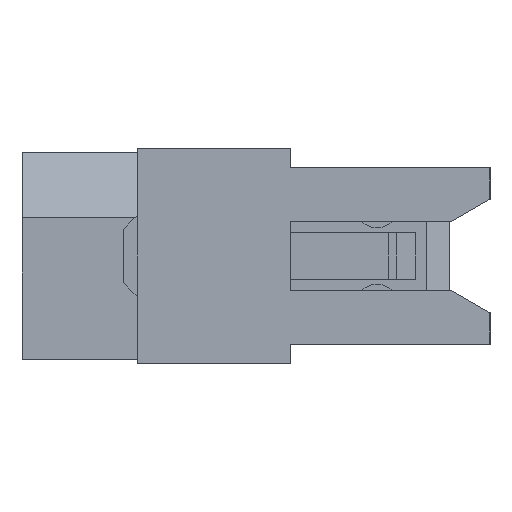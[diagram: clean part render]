
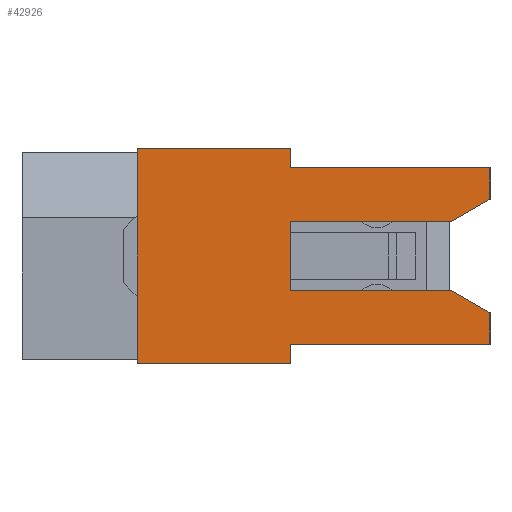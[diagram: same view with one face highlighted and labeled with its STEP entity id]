
A CAD part, left-side view. The second image highlights one B-rep face of the part: STEP entity #42926.
In plain terms, the highlighted planar face has unit normal (-1, 0, 0).
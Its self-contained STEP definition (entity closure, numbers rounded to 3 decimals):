
#1251=ORIENTED_EDGE('',*,*,#14324,.T.);
#1252=ORIENTED_EDGE('',*,*,#14325,.T.);
#1253=ORIENTED_EDGE('',*,*,#14326,.T.);
#1254=ORIENTED_EDGE('',*,*,#14260,.T.);
#1255=ORIENTED_EDGE('',*,*,#14327,.F.);
#1256=ORIENTED_EDGE('',*,*,#14328,.F.);
#1257=ORIENTED_EDGE('',*,*,#14329,.T.);
#1258=ORIENTED_EDGE('',*,*,#14264,.T.);
#1259=ORIENTED_EDGE('',*,*,#14307,.F.);
#1260=ORIENTED_EDGE('',*,*,#14304,.T.);
#1261=ORIENTED_EDGE('',*,*,#14330,.T.);
#1262=ORIENTED_EDGE('',*,*,#14331,.T.);
#1263=ORIENTED_EDGE('',*,*,#14276,.T.);
#1264=ORIENTED_EDGE('',*,*,#14332,.F.);
#14260=EDGE_CURVE('',#20803,#20802,#25160,.T.);
#14264=EDGE_CURVE('',#20807,#20806,#25164,.T.);
#14276=EDGE_CURVE('',#20815,#20818,#25176,.T.);
#14304=EDGE_CURVE('',#20844,#20843,#25204,.T.);
#14307=EDGE_CURVE('',#20844,#20806,#25207,.T.);
#14324=EDGE_CURVE('',#20857,#20858,#25224,.T.);
#14325=EDGE_CURVE('',#20858,#20859,#25225,.T.);
#14326=EDGE_CURVE('',#20859,#20803,#25226,.T.);
#14327=EDGE_CURVE('',#20860,#20802,#25227,.T.);
#14328=EDGE_CURVE('',#20861,#20860,#25228,.T.);
#14329=EDGE_CURVE('',#20861,#20807,#25229,.T.);
#14330=EDGE_CURVE('',#20843,#20862,#25230,.T.);
#14331=EDGE_CURVE('',#20862,#20815,#25231,.T.);
#14332=EDGE_CURVE('',#20857,#20818,#25232,.T.);
#20802=VERTEX_POINT('',#59762);
#20803=VERTEX_POINT('',#59764);
#20806=VERTEX_POINT('',#59770);
#20807=VERTEX_POINT('',#59772);
#20815=VERTEX_POINT('',#59790);
#20818=VERTEX_POINT('',#59795);
#20843=VERTEX_POINT('',#59853);
#20844=VERTEX_POINT('',#59855);
#20857=VERTEX_POINT('',#59893);
#20858=VERTEX_POINT('',#59894);
#20859=VERTEX_POINT('',#59896);
#20860=VERTEX_POINT('',#59899);
#20861=VERTEX_POINT('',#59901);
#20862=VERTEX_POINT('',#59904);
#25160=LINE('',#59763,#30950);
#25164=LINE('',#59771,#30954);
#25176=LINE('',#59796,#30966);
#25204=LINE('',#59854,#30994);
#25207=LINE('',#59860,#30997);
#25224=LINE('',#59892,#31014);
#25225=LINE('',#59895,#31015);
#25226=LINE('',#59897,#31016);
#25227=LINE('',#59898,#31017);
#25228=LINE('',#59900,#31018);
#25229=LINE('',#59902,#31019);
#25230=LINE('',#59903,#31020);
#25231=LINE('',#59905,#31021);
#25232=LINE('',#59906,#31022);
#30950=VECTOR('',#48087,1000.);
#30954=VECTOR('',#48091,1000.);
#30966=VECTOR('',#48105,1000.);
#30994=VECTOR('',#48143,1000.);
#30997=VECTOR('',#48148,1000.);
#31014=VECTOR('',#48173,1000.);
#31015=VECTOR('',#48174,1000.);
#31016=VECTOR('',#48175,1000.);
#31017=VECTOR('',#48176,1000.);
#31018=VECTOR('',#48177,1000.);
#31019=VECTOR('',#48178,1000.);
#31020=VECTOR('',#48179,1000.);
#31021=VECTOR('',#48180,1000.);
#31022=VECTOR('',#48181,1000.);
#36740=EDGE_LOOP('',(#1251,#1252,#1253,#1254,#1255,#1256,#1257,#1258,#1259,
#1260,#1261,#1262,#1263,#1264));
#38930=FACE_BOUND('',#36740,.T.);
#41120=PLANE('',#45146);
#42926=ADVANCED_FACE('',(#38930),#41120,.F.);
#45146=AXIS2_PLACEMENT_3D('',#59891,#48171,#48172);
#48087=DIRECTION('',(0.,0.,1.));
#48091=DIRECTION('',(0.,0.,1.));
#48105=DIRECTION('',(0.,0.,1.));
#48143=DIRECTION('',(0.,0.,1.));
#48148=DIRECTION('',(0.,1.,0.));
#48171=DIRECTION('',(1.,0.,0.));
#48172=DIRECTION('',(0.,0.,-1.));
#48173=DIRECTION('',(0.,-0.866,0.5));
#48174=DIRECTION('',(0.,0.,1.));
#48175=DIRECTION('',(0.,1.,0.));
#48176=DIRECTION('',(0.,-1.,0.));
#48177=DIRECTION('',(0.,0.,1.));
#48178=DIRECTION('',(0.,-1.,0.));
#48179=DIRECTION('',(0.,0.866,0.5));
#48180=DIRECTION('',(0.,1.,0.));
#48181=DIRECTION('',(0.,1.,0.));
#59762=CARTESIAN_POINT('',(-18.,0.,2.8));
#59763=CARTESIAN_POINT('',(-18.,0.,-2.8));
#59764=CARTESIAN_POINT('',(-18.,0.,2.3));
#59770=CARTESIAN_POINT('',(-18.,0.,-2.3));
#59771=CARTESIAN_POINT('',(-18.,0.,-2.8));
#59772=CARTESIAN_POINT('',(-18.,0.,-2.8));
#59790=CARTESIAN_POINT('',(-18.,0.,-0.9));
#59795=CARTESIAN_POINT('',(-18.,0.,0.9));
#59796=CARTESIAN_POINT('',(-18.,0.,-2.8));
#59853=CARTESIAN_POINT('',(-18.,-5.2,-1.477));
#59854=CARTESIAN_POINT('',(-18.,-5.2,-2.3));
#59855=CARTESIAN_POINT('',(-18.,-5.2,-2.3));
#59860=CARTESIAN_POINT('',(-18.,-5.2,-2.3));
#59891=CARTESIAN_POINT('',(-18.,7.,-2.8));
#59892=CARTESIAN_POINT('',(-18.,-4.2,0.9));
#59893=CARTESIAN_POINT('',(-18.,-4.2,0.9));
#59894=CARTESIAN_POINT('',(-18.,-5.2,1.477));
#59895=CARTESIAN_POINT('',(-18.,-5.2,0.9));
#59896=CARTESIAN_POINT('',(-18.,-5.2,2.3));
#59897=CARTESIAN_POINT('',(-18.,-5.2,2.3));
#59898=CARTESIAN_POINT('',(-18.,7.,2.8));
#59899=CARTESIAN_POINT('',(-18.,4.,2.8));
#59900=CARTESIAN_POINT('',(-18.,4.,-3.8));
#59901=CARTESIAN_POINT('',(-18.,4.,-2.8));
#59902=CARTESIAN_POINT('',(-18.,7.,-2.8));
#59903=CARTESIAN_POINT('',(-18.,-5.2,-1.477));
#59904=CARTESIAN_POINT('',(-18.,-4.2,-0.9));
#59905=CARTESIAN_POINT('',(-18.,-5.2,-0.9));
#59906=CARTESIAN_POINT('',(-18.,-5.2,0.9));
